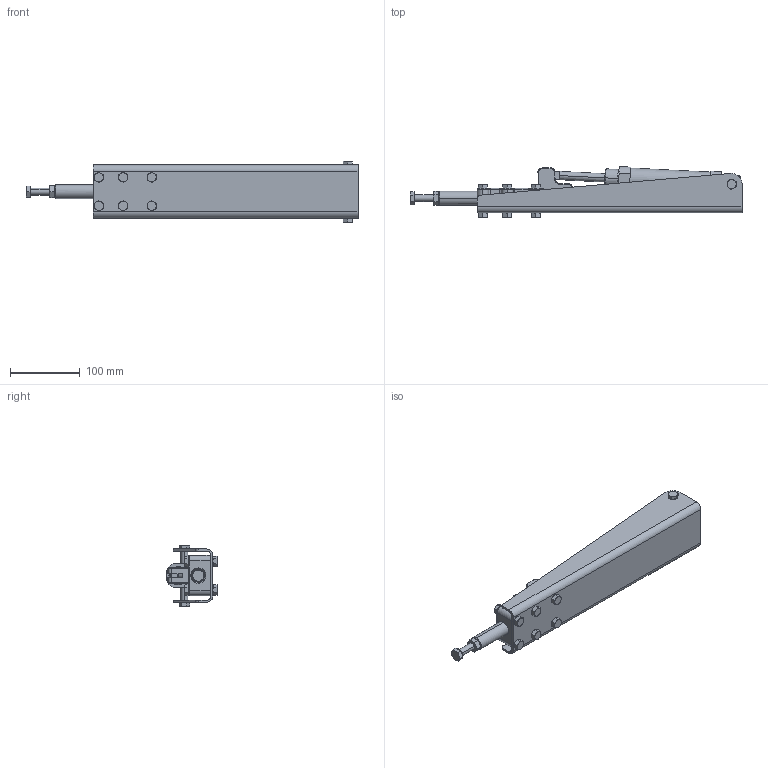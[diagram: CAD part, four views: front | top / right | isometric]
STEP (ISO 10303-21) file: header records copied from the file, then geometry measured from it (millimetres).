
FILE_DESCRIPTION (( 'STEP AP214' ), '1' );
FILE_NAME ('GH-31200HL-A(簡化).STEP', '2020-07-24T09:06:39', ( 'LinWei' ), ( '' ), 'SwSTEP 2.0', 'SolidWorks 2016', '' );
FILE_SCHEMA (( 'AUTOMOTIVE_DESIGN' ));
Length unit declared in the file: millimetre
Products named in the file (8): 4303005-1^GH-31200HL-A(簡化); SDA serial cylinder A_SDA 32×75-1^GH-31200HL-A(簡化); Group7^GH-31200HL-A(簡化); Group6^GH-31200HL-A(簡化); Group4^GH-31200HL-A(簡化); Group3^GH-31200HL-A(簡化); Group1^GH-31200HL-A(簡化); GH-31200HL-A(簡化)
Assembly tree (7 placements, depth 2):
  GH-31200HL-A(簡化)
    Group1^GH-31200HL-A(簡化)
    Group3^GH-31200HL-A(簡化)
    Group4^GH-31200HL-A(簡化)
    Group6^GH-31200HL-A(簡化)
    Group7^GH-31200HL-A(簡化)
    SDA serial cylinder A_SDA 32×75-1^GH-31200HL-A(簡化)
    4303005-1^GH-31200HL-A(簡化)
Bounding box: 476.4 x 72.95 x 88.3 mm (x, y, z)
Volume: 468063.8 mm3; surface area: 213022 mm2
Topology: 7 solids, 7 shells, 757 faces, 1764 edges, 1027 vertices
Faces by surface type: plane 285, cone 193, cylinder 191, bspline 45, torus 43
Entity records: 34845 total; most frequent: CARTESIAN_POINT 14480, ORIENTED_EDGE 3484, DIRECTION 3451, EDGE_CURVE 1742, AXIS2_PLACEMENT_3D 1395, VERTEX_POINT 1027, EDGE_LOOP 807, ADVANCED_FACE 757
